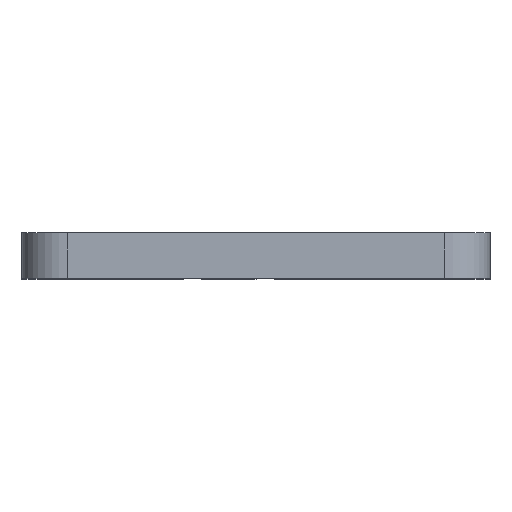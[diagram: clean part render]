
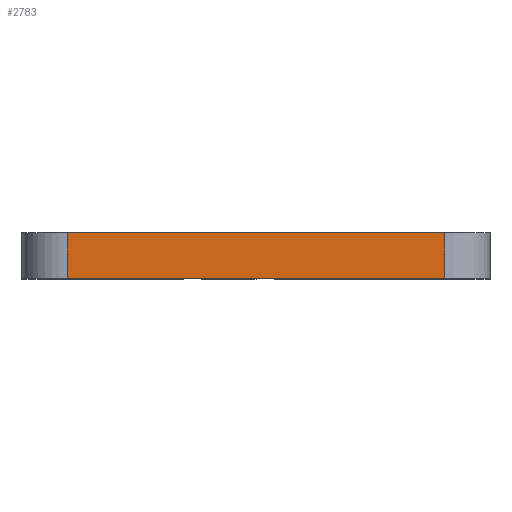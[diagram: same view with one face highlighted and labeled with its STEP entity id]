
A CAD part, top view. The second image highlights one B-rep face of the part: STEP entity #2783.
In plain terms, the highlighted planar face has unit normal (0, 0, 1).
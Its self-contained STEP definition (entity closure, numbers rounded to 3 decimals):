
#112=DIRECTION('',(1.,0.,0.));
#113=VECTOR('',#112,20.8);
#114=CARTESIAN_POINT('',(-10.4,0.,14.4));
#115=LINE('',#114,#113);
#363=DIRECTION('',(1.,0.,0.));
#364=VECTOR('',#363,20.8);
#365=CARTESIAN_POINT('',(-10.4,2.5,14.4));
#366=LINE('',#365,#364);
#752=DIRECTION('',(0.,-1.,0.));
#753=VECTOR('',#752,2.5);
#754=CARTESIAN_POINT('',(-10.4,2.5,14.4));
#755=LINE('',#754,#753);
#756=DIRECTION('',(0.,-1.,0.));
#757=VECTOR('',#756,2.5);
#758=CARTESIAN_POINT('',(10.4,2.5,14.4));
#759=LINE('',#758,#757);
#1666=CARTESIAN_POINT('',(-10.4,0.,14.4));
#1668=VERTEX_POINT('',#1666);
#1672=CARTESIAN_POINT('',(-10.4,2.5,14.4));
#1673=VERTEX_POINT('',#1672);
#1675=CARTESIAN_POINT('',(10.4,0.,14.4));
#1677=VERTEX_POINT('',#1675);
#1678=CARTESIAN_POINT('',(10.4,2.5,14.4));
#1679=VERTEX_POINT('',#1678);
#2771=CARTESIAN_POINT('',(-12.9,0.,14.4));
#2772=DIRECTION('',(0.,0.,1.));
#2773=DIRECTION('',(1.,0.,0.));
#2774=AXIS2_PLACEMENT_3D('',#2771,#2772,#2773);
#2775=PLANE('',#2774);
#2776=ORIENTED_EDGE('',*,*,#2766,.F.);
#2777=ORIENTED_EDGE('',*,*,#2531,.T.);
#2779=ORIENTED_EDGE('',*,*,#2778,.T.);
#2780=ORIENTED_EDGE('',*,*,#2245,.F.);
#2781=EDGE_LOOP('',(#2776,#2777,#2779,#2780));
#2782=FACE_OUTER_BOUND('',#2781,.F.);
#2783=ADVANCED_FACE('',(#2782),#2775,.T.);
#2245=EDGE_CURVE('',#1668,#1677,#115,.T.);
#2531=EDGE_CURVE('',#1673,#1679,#366,.T.);
#2766=EDGE_CURVE('',#1673,#1668,#755,.T.);
#2778=EDGE_CURVE('',#1679,#1677,#759,.T.);
